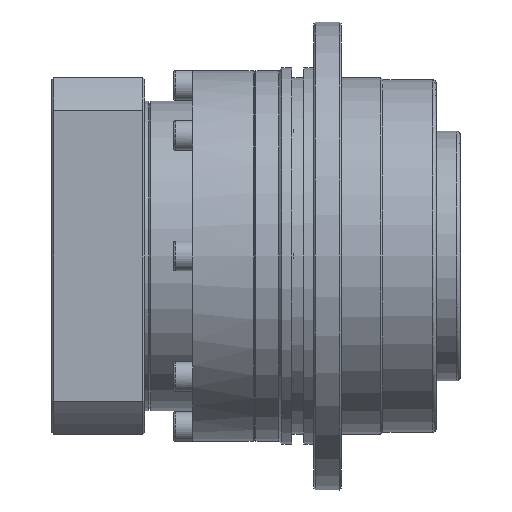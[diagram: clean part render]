
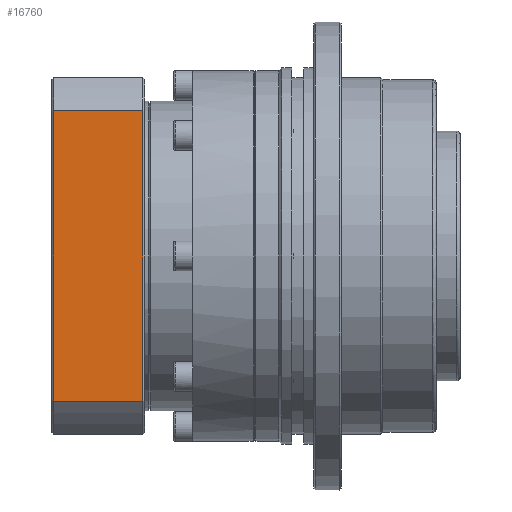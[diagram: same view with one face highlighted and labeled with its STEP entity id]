
A CAD part, front view. The second image highlights one B-rep face of the part: STEP entity #16760.
In plain terms, the highlighted face is planar.
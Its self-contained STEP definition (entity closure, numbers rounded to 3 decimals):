
#623 = VERTEX_POINT ( 'NONE', #13833 ) ;
#2170 = VECTOR ( 'NONE', #17249, 1000. ) ;
#3235 = VERTEX_POINT ( 'NONE', #5186 ) ;
#5007 = FACE_OUTER_BOUND ( 'NONE', #18054, .T. ) ;
#5186 = CARTESIAN_POINT ( 'NONE',  ( 52.5, -36.592, 45. ) ) ;
#7370 = ORIENTED_EDGE ( 'NONE', *, *, #13955, .F. ) ;
#7570 = DIRECTION ( 'NONE',  ( 0., 0., -1. ) ) ;
#7580 = LINE ( 'NONE', #12744, #14643 ) ;
#8318 = CARTESIAN_POINT ( 'NONE',  ( 30., 36.592, 45. ) ) ;
#8953 = EDGE_CURVE ( 'NONE', #15838, #20998, #20100, .T. ) ;
#9306 = CARTESIAN_POINT ( 'NONE',  ( 52.5, 36.592, 45. ) ) ;
#9450 = CARTESIAN_POINT ( 'NONE',  ( 30., -36.592, 45. ) ) ;
#9648 = ORIENTED_EDGE ( 'NONE', *, *, #8953, .F. ) ;
#10476 = DIRECTION ( 'NONE',  ( 1., 0., 0. ) ) ;
#11594 = AXIS2_PLACEMENT_3D ( 'NONE', #17908, #7570, #19658 ) ;
#12584 = CARTESIAN_POINT ( 'NONE',  ( 30., 36.592, 45. ) ) ;
#12744 = CARTESIAN_POINT ( 'NONE',  ( 38., -36.592, 45. ) ) ;
#13127 = VECTOR ( 'NONE', #10476, 1000. ) ;
#13636 = LINE ( 'NONE', #20686, #13127 ) ;
#13830 = EDGE_CURVE ( 'NONE', #20998, #623, #13636, .T. ) ;
#13833 = CARTESIAN_POINT ( 'NONE',  ( 52.5, 36.592, 45. ) ) ;
#13955 = EDGE_CURVE ( 'NONE', #3235, #15838, #7580, .T. ) ;
#14186 = ORIENTED_EDGE ( 'NONE', *, *, #22143, .F. ) ;
#14643 = VECTOR ( 'NONE', #19488, 1000. ) ;
#15838 = VERTEX_POINT ( 'NONE', #9450 ) ;
#16364 = LINE ( 'NONE', #9306, #20968 ) ;
#16612 = ORIENTED_EDGE ( 'NONE', *, *, #13830, .F. ) ;
#16760 = ADVANCED_FACE ( 'NONE', ( #5007 ), #19508, .F. ) ;
#17249 = DIRECTION ( 'NONE',  ( 0., 1., 0. ) ) ;
#17908 = CARTESIAN_POINT ( 'NONE',  ( 50., 36.592, 45. ) ) ;
#18054 = EDGE_LOOP ( 'NONE', ( #7370, #14186, #16612, #9648 ) ) ;
#19488 = DIRECTION ( 'NONE',  ( -1., 0., 0. ) ) ;
#19508 = PLANE ( 'NONE',  #11594 ) ;
#19592 = DIRECTION ( 'NONE',  ( 0., -1., 0. ) ) ;
#19658 = DIRECTION ( 'NONE',  ( 0., 1., 0. ) ) ;
#20100 = LINE ( 'NONE', #8318, #2170 ) ;
#20686 = CARTESIAN_POINT ( 'NONE',  ( 38., 36.592, 45. ) ) ;
#20968 = VECTOR ( 'NONE', #19592, 1000. ) ;
#20998 = VERTEX_POINT ( 'NONE', #12584 ) ;
#22143 = EDGE_CURVE ( 'NONE', #623, #3235, #16364, .T. ) ;
